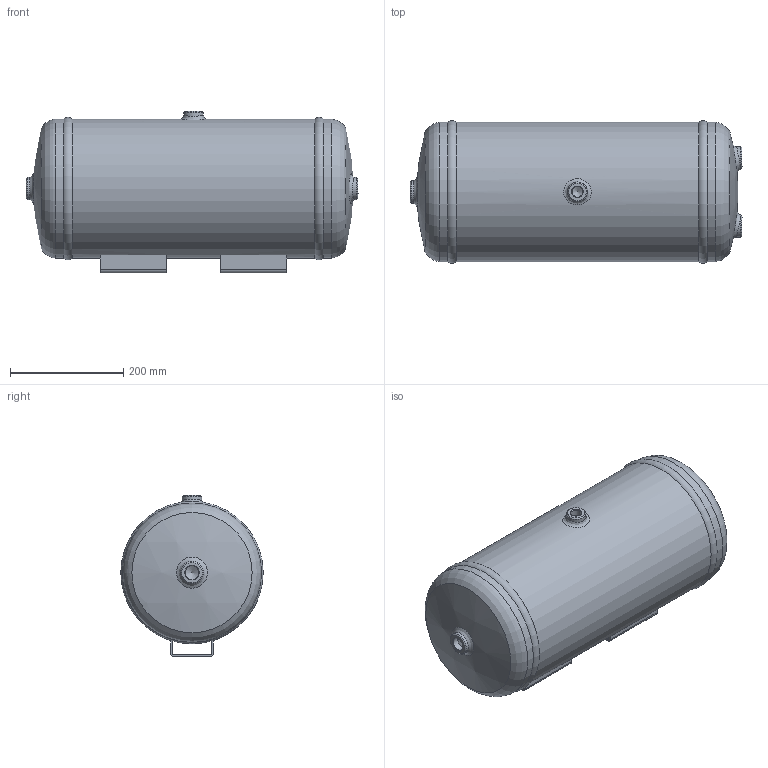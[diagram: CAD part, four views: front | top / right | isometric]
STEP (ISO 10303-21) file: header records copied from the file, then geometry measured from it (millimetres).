
FILE_DESCRIPTION((''),'2;1');
FILE_NAME('3D_calval25.stp','2015-01-12T14:43:59',('josepm'),(''),'Autodesk Inventor 2009','Autodesk Inventor 2009','');
FILE_SCHEMA(('AUTOMOTIVE_DESIGN { 1 0 10303 214 1 1 1 1 }'));
Length unit declared in the file: millimetre
Products named in the file (1): 3D_calval25
Bounding box: 587 x 251.81 x 286 mm (x, y, z)
Volume: 26113040 mm3; surface area: 565857.7 mm2
Topology: 1 solids, 1 shells, 65 faces, 168 edges, 109 vertices
Faces by surface type: bspline 26, cylinder 13, plane 12, cone 8, torus 4, sphere 2
Full cylindrical faces by diameter (mm): 10.106 x2, 35 x1, 40 x1, 246 x3
Entity records: 4741 total; most frequent: CARTESIAN_POINT 3377, DIRECTION 258, ORIENTED_EDGE 246, EDGE_CURVE 123, EDGE_LOOP 111, AXIS2_PLACEMENT_3D 105, VERTEX_POINT 94, CIRCLE 65
